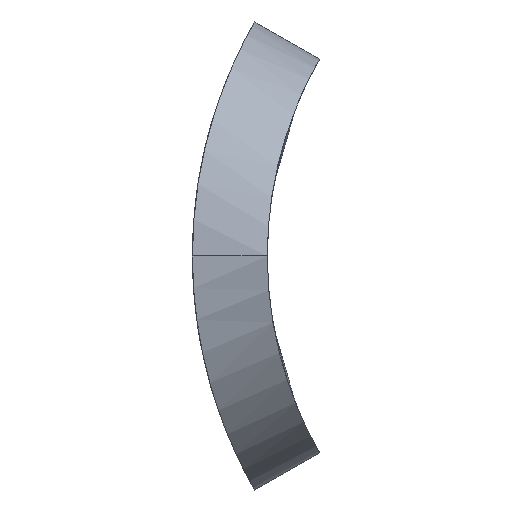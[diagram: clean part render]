
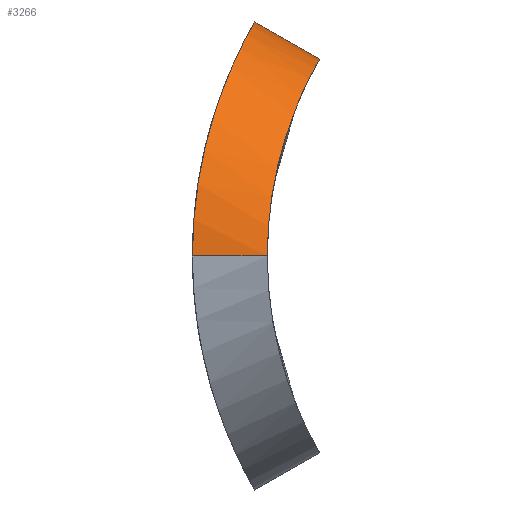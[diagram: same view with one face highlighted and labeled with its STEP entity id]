
A CAD part, left-side view. The second image highlights one B-rep face of the part: STEP entity #3266.
In plain terms, the highlighted cylindrical face has radius 12.5 mm (diameter 25 mm), a partial arc.
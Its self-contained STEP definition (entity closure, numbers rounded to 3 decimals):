
#62 = CARTESIAN_POINT ( 'NONE',  ( -31.79, 2.792, 0.373 ) ) ;
#78 = CARTESIAN_POINT ( 'NONE',  ( -19.5, 0., 10.516 ) ) ;
#86 = EDGE_CURVE ( 'NONE', #2444, #3202, #468, .T. ) ;
#163 = CARTESIAN_POINT ( 'NONE',  ( -31.302, 6.384, 4.533 ) ) ;
#180 = CARTESIAN_POINT ( 'NONE',  ( -31.842, 2.792, 0. ) ) ;
#195 = CARTESIAN_POINT ( 'NONE',  ( -32., 5.452, 0. ) ) ;
#198 = CARTESIAN_POINT ( 'NONE',  ( -31.643, 6.575, 3.324 ) ) ;
#199 = CARTESIAN_POINT ( 'NONE',  ( -19.5, 3.473, 12.5 ) ) ;
#294 = CARTESIAN_POINT ( 'NONE',  ( -27.194, 1.168, 8.141 ) ) ;
#327 = CARTESIAN_POINT ( 'NONE',  ( -31.466, 2.714, 1.851 ) ) ;
#334 = VECTOR ( 'NONE', #1998, 1000. ) ;
#367 = EDGE_CURVE ( 'NONE', #1686, #673, #2208, .T. ) ;
#414 = CARTESIAN_POINT ( 'NONE',  ( -25.922, 4.289, 10.959 ) ) ;
#429 = FACE_OUTER_BOUND ( 'NONE', #1949, .T. ) ;
#467 = CARTESIAN_POINT ( 'NONE',  ( -26.964, 4.592, 10.301 ) ) ;
#468 =( BOUNDED_CURVE ( )  B_SPLINE_CURVE ( 3, ( #1253, #1202, #195, #3046 ),
 .UNSPECIFIED., .F., .T. ) 
 B_SPLINE_CURVE_WITH_KNOTS ( ( 4, 4 ),
 ( 1.411, 1.571 ),
 .UNSPECIFIED. ) 
 CURVE ( )  GEOMETRIC_REPRESENTATION_ITEM ( )  RATIONAL_B_SPLINE_CURVE ( ( 1., 0.998, 0.998, 1. ) ) 
 REPRESENTATION_ITEM ( '' )  );
#519 = CARTESIAN_POINT ( 'NONE',  ( -23.571, 0.326, 9.924 ) ) ;
#585 = CARTESIAN_POINT ( 'NONE',  ( -29.533, 1.973, 5.844 ) ) ;
#673 = VERTEX_POINT ( 'NONE', #1518 ) ;
#703 = CARTESIAN_POINT ( 'NONE',  ( -31.73, 6.626, 2.916 ) ) ;
#722 = CARTESIAN_POINT ( 'NONE',  ( -21.184, 3.516, 12.426 ) ) ;
#800 = CARTESIAN_POINT ( 'NONE',  ( -31.842, 2.792, 0. ) ) ;
#953 = CARTESIAN_POINT ( 'NONE',  ( -25.189, 4.108, 11.322 ) ) ;
#963 = CARTESIAN_POINT ( 'NONE',  ( -19.5, 0., 10.516 ) ) ;
#971 = CARTESIAN_POINT ( 'NONE',  ( -22.826, 3.69, 12.113 ) ) ;
#989 = DIRECTION ( 'NONE',  ( 0., 0.496, -0.868 ) ) ;
#1035 = AXIS2_PLACEMENT_3D ( 'NONE', #2462, #1714, #989 ) ;
#1055 = CARTESIAN_POINT ( 'NONE',  ( -29.75, 2.056, 5.546 ) ) ;
#1090 = CARTESIAN_POINT ( 'NONE',  ( -26.272, 0.905, 8.745 ) ) ;
#1202 = CARTESIAN_POINT ( 'NONE',  ( -31.947, 4.115, 0. ) ) ;
#1222 = CARTESIAN_POINT ( 'NONE',  ( -28.816, 5.236, 8.722 ) ) ;
#1253 = CARTESIAN_POINT ( 'NONE',  ( -31.842, 2.792, 0. ) ) ;
#1318 = CARTESIAN_POINT ( 'NONE',  ( -22.117, 0.133, 10.28 ) ) ;
#1350 = CARTESIAN_POINT ( 'NONE',  ( -31.724, 2.782, 0.744 ) ) ;
#1484 = CARTESIAN_POINT ( 'NONE',  ( -19.5, 3.473, 12.5 ) ) ;
#1518 = CARTESIAN_POINT ( 'NONE',  ( -19.5, 0., 10.516 ) ) ;
#1530 = CARTESIAN_POINT ( 'NONE',  ( -30.156, 2.215, 4.923 ) ) ;
#1544 = CARTESIAN_POINT ( 'NONE',  ( -27.49, 1.259, 7.919 ) ) ;
#1686 = VERTEX_POINT ( 'NONE', #199 ) ;
#1699 = CARTESIAN_POINT ( 'NONE',  ( -30.868, 6.153, 5.693 ) ) ;
#1714 = DIRECTION ( 'NONE',  ( 0., -0.868, -0.496 ) ) ;
#1717 = CARTESIAN_POINT ( 'NONE',  ( -31.429, 6.454, 4.132 ) ) ;
#1733 = CARTESIAN_POINT ( 'NONE',  ( -29.088, 5.345, 8.422 ) ) ;
#1798 = CARTESIAN_POINT ( 'NONE',  ( -21.01, 0.034, 10.456 ) ) ;
#1800 = EDGE_CURVE ( 'NONE', #673, #2444, #2820, .T. ) ;
#1816 = CARTESIAN_POINT ( 'NONE',  ( -28.335, 1.532, 7.216 ) ) ;
#1834 = CARTESIAN_POINT ( 'NONE',  ( -23.209, 0.27, 10.029 ) ) ;
#1852 = CARTESIAN_POINT ( 'NONE',  ( -26.585, 0.991, 8.554 ) ) ;
#1939 = ORIENTED_EDGE ( 'NONE', *, *, #1800, .F. ) ;
#1949 = EDGE_LOOP ( 'NONE', ( #2848, #1939, #2461, #2813 ) ) ;
#1953 = CARTESIAN_POINT ( 'NONE',  ( -30.505, 5.97, 6.423 ) ) ;
#1987 = CARTESIAN_POINT ( 'NONE',  ( -24.031, 3.879, 11.762 ) ) ;
#1998 = DIRECTION ( 'NONE',  ( 0., -0.868, -0.496 ) ) ;
#2180 = CARTESIAN_POINT ( 'NONE',  ( -31.935, 6.749, 1.683 ) ) ;
#2208 = LINE ( 'NONE', #963, #334 ) ;
#2215 = CARTESIAN_POINT ( 'NONE',  ( -28.24, 5.019, 9.29 ) ) ;
#2217 = B_SPLINE_CURVE_WITH_KNOTS ( 'NONE', 3,
 ( #3248, #3231, #2180, #703, #198, #1717, #163, #1699, #1953, #2967, #3197, #1733, #1222, #2215, #3002, #2699, #467, #414, #953, #1987, #2431, #971, #2447, #722, #2482, #1484 ),
 .UNSPECIFIED., .F., .F.,
 ( 4, 2, 2, 2, 2, 2, 2, 2, 2, 2, 2, 2, 4 ),
 ( 0., 0.003, 0.004, 0.005, 0.008, 0.009, 0.01, 0.011, 0.013, 0.015, 0.016, 0.018, 0.02 ),
 .UNSPECIFIED. ) ;
#2231 = CARTESIAN_POINT ( 'NONE',  ( -32., 6.792, 0. ) ) ;
#2299 = CARTESIAN_POINT ( 'NONE',  ( -20.261, 0., 10.516 ) ) ;
#2316 = CARTESIAN_POINT ( 'NONE',  ( -24.634, 0.512, 9.567 ) ) ;
#2348 = CARTESIAN_POINT ( 'NONE',  ( -30.856, 2.492, 3.616 ) ) ;
#2431 = CARTESIAN_POINT ( 'NONE',  ( -23.635, 3.81, 11.891 ) ) ;
#2444 = VERTEX_POINT ( 'NONE', #180 ) ;
#2447 = CARTESIAN_POINT ( 'NONE',  ( -22.418, 3.639, 12.205 ) ) ;
#2461 = ORIENTED_EDGE ( 'NONE', *, *, #367, .F. ) ;
#2462 = CARTESIAN_POINT ( 'NONE',  ( -19.5, 6.2, -0.338 ) ) ;
#2482 = CARTESIAN_POINT ( 'NONE',  ( -20.349, 3.473, 12.5 ) ) ;
#2565 = CARTESIAN_POINT ( 'NONE',  ( -28.845, 1.715, 6.698 ) ) ;
#2581 = CARTESIAN_POINT ( 'NONE',  ( -31.563, 2.743, 1.482 ) ) ;
#2699 = CARTESIAN_POINT ( 'NONE',  ( -27.3, 4.697, 10.063 ) ) ;
#2813 = ORIENTED_EDGE ( 'NONE', *, *, #2877, .F. ) ;
#2820 = B_SPLINE_CURVE_WITH_KNOTS ( 'NONE', 3,
 ( #78, #2299, #1798, #1318, #2864, #1834, #519, #2316, #3080, #1090, #1852, #294, #1544, #1816, #2565, #585, #1055, #1530, #2847, #2348, #3129, #327, #2581, #1350, #62, #800 ),
 .UNSPECIFIED., .F., .F.,
 ( 4, 2, 2, 2, 2, 2, 2, 2, 2, 2, 2, 2, 4 ),
 ( 0., 0.002, 0.003, 0.005, 0.007, 0.008, 0.009, 0.011, 0.012, 0.014, 0.016, 0.017, 0.018 ),
 .UNSPECIFIED. ) ;
#2847 = CARTESIAN_POINT ( 'NONE',  ( -30.343, 2.289, 4.602 ) ) ;
#2848 = ORIENTED_EDGE ( 'NONE', *, *, #86, .F. ) ;
#2864 = CARTESIAN_POINT ( 'NONE',  ( -22.483, 0.174, 10.206 ) ) ;
#2877 = EDGE_CURVE ( 'NONE', #3202, #1686, #2217, .T. ) ;
#2967 = CARTESIAN_POINT ( 'NONE',  ( -29.844, 5.667, 7.453 ) ) ;
#3002 = CARTESIAN_POINT ( 'NONE',  ( -27.937, 4.91, 9.558 ) ) ;
#3046 = CARTESIAN_POINT ( 'NONE',  ( -32., 6.792, 0. ) ) ;
#3080 = CARTESIAN_POINT ( 'NONE',  ( -25.309, 0.66, 9.273 ) ) ;
#3129 = CARTESIAN_POINT ( 'NONE',  ( -31.135, 2.601, 2.928 ) ) ;
#3197 = CARTESIAN_POINT ( 'NONE',  ( -29.603, 5.561, 7.788 ) ) ;
#3202 = VERTEX_POINT ( 'NONE', #2231 ) ;
#3231 = CARTESIAN_POINT ( 'NONE',  ( -32., 6.792, 0.848 ) ) ;
#3248 = CARTESIAN_POINT ( 'NONE',  ( -32., 6.792, 0. ) ) ;
#3265 = CYLINDRICAL_SURFACE ( 'NONE', #1035, 12.5 ) ;
#3266 = ADVANCED_FACE ( 'NONE', ( #429 ), #3265, .T. ) ;
